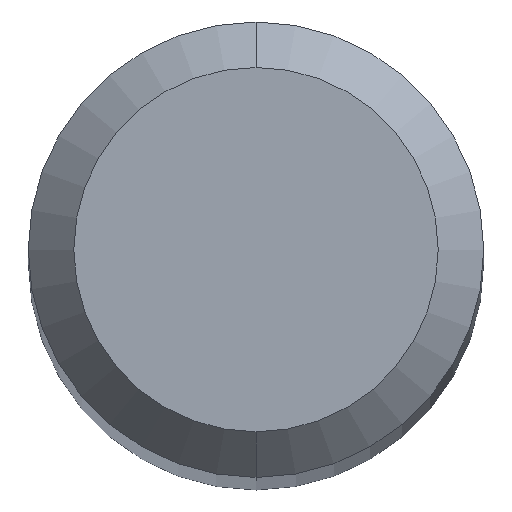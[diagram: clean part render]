
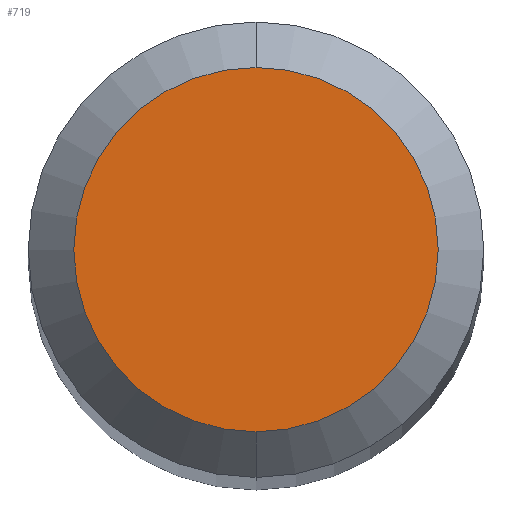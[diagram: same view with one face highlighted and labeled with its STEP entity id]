
A CAD part, top view. The second image highlights one B-rep face of the part: STEP entity #719.
In plain terms, the highlighted planar face has unit normal (0, 0, 1).
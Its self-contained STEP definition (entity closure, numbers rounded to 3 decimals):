
#381=EDGE_CURVE('',#441,#563,#997,.T.);
#441=VERTEX_POINT('',#1066);
#563=VERTEX_POINT('',#1199);
#613=EDGE_CURVE('',#563,#441,#1254,.T.);
#719=ADVANCED_FACE('',(#1369),#1370,.T.);
#997=CIRCLE('',#1762,1.2);
#1066=CARTESIAN_POINT('',(0.0,1.2,0.0));
#1199=CARTESIAN_POINT('',(0.,-1.2,0.0));
#1254=CIRCLE('',#3065,1.2);
#1369=FACE_OUTER_BOUND('',#3882,.T.);
#1370=PLANE('',#3883);
#1762=AXIS2_PLACEMENT_3D('',#5688,#5689,#5690);
#3065=AXIS2_PLACEMENT_3D('',#5996,#5997,#5998);
#3882=EDGE_LOOP('',(#6095,#6096));
#3883=AXIS2_PLACEMENT_3D('',#6097,#6098,#6099);
#5688=CARTESIAN_POINT('',(0.0,0.0,0.0));
#5689=DIRECTION('',(0.0,0.0,-1.0));
#5690=DIRECTION('',(0.0,1.0,0.0));
#5996=CARTESIAN_POINT('',(0.0,0.0,0.0));
#5997=DIRECTION('',(0.0,0.0,-1.0));
#5998=DIRECTION('',(0.0,1.0,0.0));
#6095=ORIENTED_EDGE('',*,*,#381,.F.);
#6096=ORIENTED_EDGE('',*,*,#613,.F.);
#6097=CARTESIAN_POINT('',(0.0,0.6,0.0));
#6098=DIRECTION('',(-0.0,0.0,1.0));
#6099=DIRECTION('',(0.0,-1.0,0.0));
